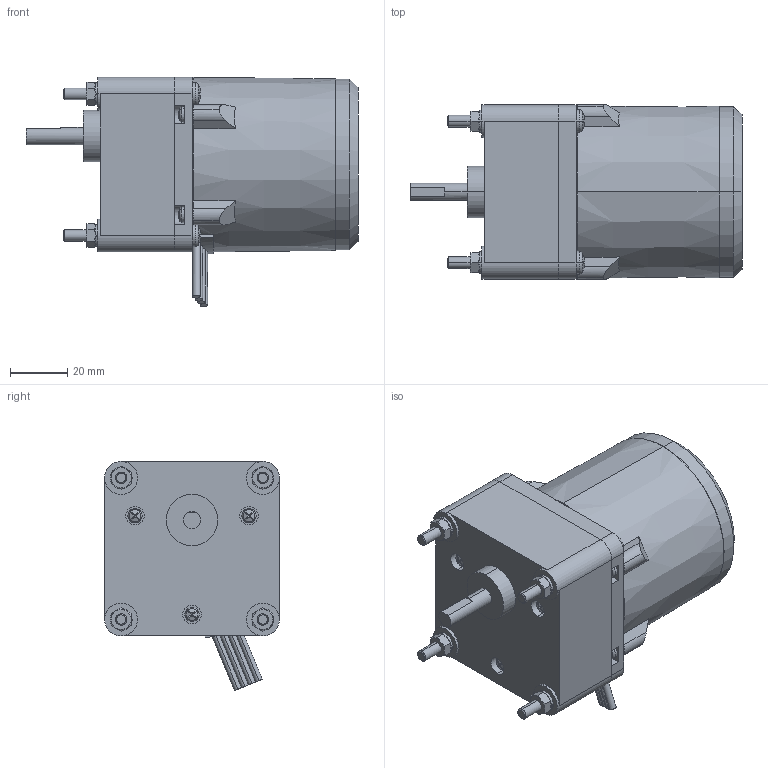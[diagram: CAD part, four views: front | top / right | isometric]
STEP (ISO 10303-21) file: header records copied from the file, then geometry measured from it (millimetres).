
FILE_DESCRIPTION(('starvars output'),'2;1');
FILE_NAME('SH6P2N.stp','13:34:57 2017/12/25',( 'Thomas Industrial Network Germany GmbH'),( 'Thomas Industrial Network Germany GmbH'),'unknown preprocess','ACIS' ,'unknown authorization');
FILE_SCHEMA(('AUTOMOTIVE_DESIGN_CC2 {UNKNOWN IMPLEMENTATION LEVEL}'));
Length unit declared in the file: millimetre
Products named in the file (1): PRODUCT_ID_2
Bounding box: 116 x 61 x 80.09 mm (x, y, z)
Volume: 289156.3 mm3; surface area: 29975 mm2
Topology: 1 solids, 5 shells, 516 faces, 1246 edges, 768 vertices
Faces by surface type: plane 257, cylinder 117, cone 98, bspline 22, torus 22
Entity records: 17789 total; most frequent: CARTESIAN_POINT 3659, ORIENTED_EDGE 2492, DIRECTION 1546, EDGE_CURVE 1246, VERTEX_POINT 768, EDGE_LOOP 560, FACE_BOUND 560, AXIS2_PLACEMENT_3D 522
